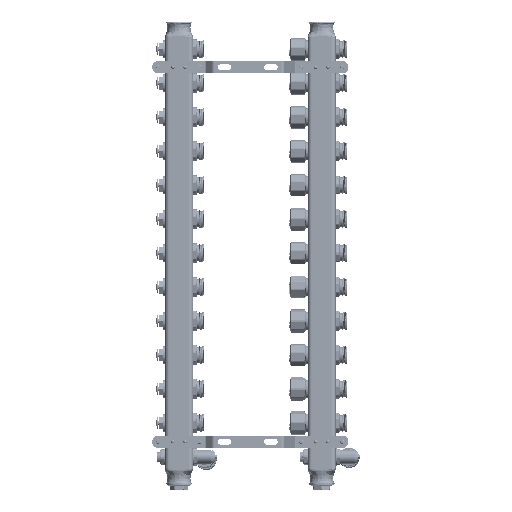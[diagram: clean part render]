
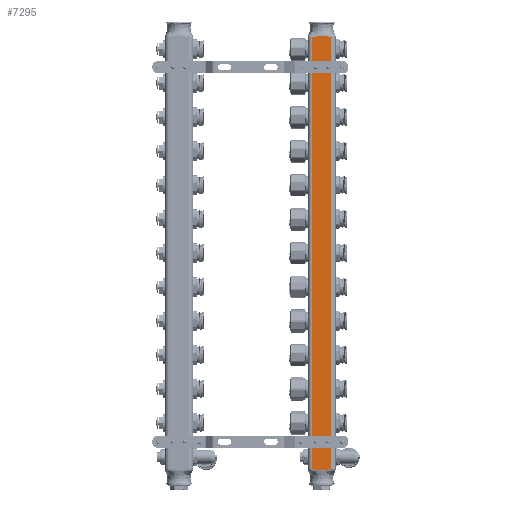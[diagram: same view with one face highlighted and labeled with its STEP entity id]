
A CAD part, front view. The second image highlights one B-rep face of the part: STEP entity #7295.
In plain terms, the highlighted face is planar.
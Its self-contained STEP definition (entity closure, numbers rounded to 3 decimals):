
#91 = CARTESIAN_POINT ( 'NONE',  ( 19.5, -12.419, -656.972 ) ) ;
#727 = CARTESIAN_POINT ( 'NONE',  ( 19.5, -13.907, -656.589 ) ) ;
#4053 = CARTESIAN_POINT ( 'NONE',  ( 19.5, 8.511, -20.258 ) ) ;
#4675 = CARTESIAN_POINT ( 'NONE',  ( 19.5, 2.461, -19.345 ) ) ;
#5006 = CARTESIAN_POINT ( 'NONE',  ( 19.5, -4.27, -19.529 ) ) ;
#7295 = ADVANCED_FACE ( 'NONE', ( #20000 ), #80336, .F. ) ;
#8187 = CARTESIAN_POINT ( 'NONE',  ( 19.5, 6.705, -658.092 ) ) ;
#11482 = CARTESIAN_POINT ( 'NONE',  ( 19.5, -6.697, -19.907 ) ) ;
#11801 = CARTESIAN_POINT ( 'NONE',  ( 19.5, 1.232, -19.288 ) ) ;
#12424 = CARTESIAN_POINT ( 'NONE',  ( 19.5, 11.521, -20.849 ) ) ;
#12742 = CARTESIAN_POINT ( 'NONE',  ( 19.5, 9.712, -20.509 ) ) ;
#14817 = EDGE_CURVE ( 'NONE', #32612, #79164, #58315, .T. ) ;
#15627 = CARTESIAN_POINT ( 'NONE',  ( 19.5, 4.893, -658.39 ) ) ;
#15928 = CARTESIAN_POINT ( 'NONE',  ( 19.5, 14.5, -656.426 ) ) ;
#16249 = CARTESIAN_POINT ( 'NONE',  ( 19.5, -6.697, -658.093 ) ) ;
#18722 = EDGE_CURVE ( 'NONE', #95118, #32612, #20920, .T. ) ;
#18899 = CARTESIAN_POINT ( 'NONE',  ( 19.5, -13.907, -21.411 ) ) ;
#19511 = CARTESIAN_POINT ( 'NONE',  ( 19.5, -11.215, -20.792 ) ) ;
#19833 = CARTESIAN_POINT ( 'NONE',  ( 19.5, -6.093, -19.796 ) ) ;
#20000 = FACE_OUTER_BOUND ( 'NONE', #66388, .T. ) ;
#20009 = ORIENTED_EDGE ( 'NONE', *, *, #14817, .F. ) ;
#20920 = B_SPLINE_CURVE_WITH_KNOTS ( 'NONE', 3,
 ( #15928, #30174, #59892, #81996, #37621, #45373, #45692, #67713, #23366, #8187, #67062, #15627, #22733, #89426, #37921, #81686, #68024, #30810, #23056, #23685, #16249, #45049, #74882, #37293, #90065, #82639, #91, #36975, #727, #29843 ),
 .UNSPECIFIED., .F., .F.,
 ( 4, 2, 2, 2, 2, 2, 2, 2, 2, 2, 2, 2, 2, 2, 4 ),
 ( 0., 0.002, 0.003, 0.004, 0.007, 0.009, 0.011, 0.015, 0.018, 0.02, 0.022, 0.026, 0.027, 0.028, 0.029 ),
 .UNSPECIFIED. ) ;
#21383 = DIRECTION ( 'NONE',  ( -1., 0., 0. ) ) ;
#22618 = B_SPLINE_CURVE_WITH_KNOTS ( 'NONE', 3,
 ( #25688, #92381, #56063, #48328, #92691, #12424, #85928, #12742, #4053, #63515, #55751, #78795, #85604, #4675, #11801, #79104, #93960, #5006, #34704, #19833, #11482, #78170, #93639, #19511, #49277, #48635, #63197, #41241, #18899, #56365 ),
 .UNSPECIFIED., .F., .F.,
 ( 4, 2, 2, 2, 2, 2, 2, 2, 2, 2, 2, 2, 2, 2, 4 ),
 ( 0., 0.002, 0.003, 0.004, 0.007, 0.009, 0.011, 0.015, 0.018, 0.02, 0.022, 0.026, 0.027, 0.028, 0.029 ),
 .UNSPECIFIED. ) ;
#22733 = CARTESIAN_POINT ( 'NONE',  ( 19.5, 4.287, -658.469 ) ) ;
#23056 = CARTESIAN_POINT ( 'NONE',  ( 19.5, -4.878, -658.392 ) ) ;
#23366 = CARTESIAN_POINT ( 'NONE',  ( 19.5, 8.511, -657.742 ) ) ;
#23685 = CARTESIAN_POINT ( 'NONE',  ( 19.5, -6.093, -658.204 ) ) ;
#25615 = EDGE_CURVE ( 'NONE', #87168, #79164, #22618, .T. ) ;
#25688 = CARTESIAN_POINT ( 'NONE',  ( 19.5, 14.5, -21.574 ) ) ;
#29843 = CARTESIAN_POINT ( 'NONE',  ( 19.5, -14.5, -656.426 ) ) ;
#30174 = CARTESIAN_POINT ( 'NONE',  ( 19.5, 13.908, -656.588 ) ) ;
#30810 = CARTESIAN_POINT ( 'NONE',  ( 19.5, -4.27, -658.471 ) ) ;
#32612 = VERTEX_POINT ( 'NONE', #90056 ) ;
#34704 = CARTESIAN_POINT ( 'NONE',  ( 19.5, -4.878, -19.608 ) ) ;
#34794 = VECTOR ( 'NONE', #68114, 1000. ) ;
#35607 = CARTESIAN_POINT ( 'NONE',  ( 19.5, 14.5, -339. ) ) ;
#36975 = CARTESIAN_POINT ( 'NONE',  ( 19.5, -13.313, -656.748 ) ) ;
#37293 = CARTESIAN_POINT ( 'NONE',  ( 19.5, -11.215, -657.208 ) ) ;
#37621 = CARTESIAN_POINT ( 'NONE',  ( 19.5, 12.124, -657.043 ) ) ;
#37921 = CARTESIAN_POINT ( 'NONE',  ( 19.5, 1.232, -658.712 ) ) ;
#38670 = ORIENTED_EDGE ( 'NONE', *, *, #25615, .T. ) ;
#40103 = AXIS2_PLACEMENT_3D ( 'NONE', #35607, #21383, #65056 ) ;
#41241 = CARTESIAN_POINT ( 'NONE',  ( 19.5, -13.313, -21.252 ) ) ;
#42083 = CARTESIAN_POINT ( 'NONE',  ( 19.5, 14.5, -656.426 ) ) ;
#45049 = CARTESIAN_POINT ( 'NONE',  ( 19.5, -8.505, -657.744 ) ) ;
#45373 = CARTESIAN_POINT ( 'NONE',  ( 19.5, 11.521, -657.151 ) ) ;
#45692 = CARTESIAN_POINT ( 'NONE',  ( 19.5, 11.219, -657.207 ) ) ;
#48328 = CARTESIAN_POINT ( 'NONE',  ( 19.5, 12.423, -21.029 ) ) ;
#48573 = DIRECTION ( 'NONE',  ( 0., 0., 1. ) ) ;
#48635 = CARTESIAN_POINT ( 'NONE',  ( 19.5, -12.121, -20.957 ) ) ;
#49277 = CARTESIAN_POINT ( 'NONE',  ( 19.5, -11.516, -20.848 ) ) ;
#53670 = VECTOR ( 'NONE', #48573, 1000. ) ;
#55751 = CARTESIAN_POINT ( 'NONE',  ( 19.5, 6.103, -19.798 ) ) ;
#56063 = CARTESIAN_POINT ( 'NONE',  ( 19.5, 13.315, -21.252 ) ) ;
#56365 = CARTESIAN_POINT ( 'NONE',  ( 19.5, -14.5, -21.574 ) ) ;
#56776 = LINE ( 'NONE', #82426, #34794 ) ;
#57668 = ORIENTED_EDGE ( 'NONE', *, *, #18722, .F. ) ;
#58315 = LINE ( 'NONE', #64100, #53670 ) ;
#59892 = CARTESIAN_POINT ( 'NONE',  ( 19.5, 13.315, -656.748 ) ) ;
#62271 = CARTESIAN_POINT ( 'NONE',  ( 19.5, 14.5, -21.574 ) ) ;
#63197 = CARTESIAN_POINT ( 'NONE',  ( 19.5, -12.419, -21.028 ) ) ;
#63515 = CARTESIAN_POINT ( 'NONE',  ( 19.5, 6.705, -19.908 ) ) ;
#64100 = CARTESIAN_POINT ( 'NONE',  ( 19.5, -14.5, -339. ) ) ;
#65056 = DIRECTION ( 'NONE',  ( 0., -1., 0. ) ) ;
#66388 = EDGE_LOOP ( 'NONE', ( #67095, #38670, #20009, #57668 ) ) ;
#66419 = CARTESIAN_POINT ( 'NONE',  ( 19.5, -14.5, -21.574 ) ) ;
#67062 = CARTESIAN_POINT ( 'NONE',  ( 19.5, 6.103, -658.202 ) ) ;
#67095 = ORIENTED_EDGE ( 'NONE', *, *, #90214, .T. ) ;
#67713 = CARTESIAN_POINT ( 'NONE',  ( 19.5, 9.712, -657.491 ) ) ;
#68024 = CARTESIAN_POINT ( 'NONE',  ( 19.5, -2.442, -658.656 ) ) ;
#68114 = DIRECTION ( 'NONE',  ( 0., 0., 1. ) ) ;
#74882 = CARTESIAN_POINT ( 'NONE',  ( 19.5, -9.706, -657.492 ) ) ;
#78170 = CARTESIAN_POINT ( 'NONE',  ( 19.5, -8.505, -20.256 ) ) ;
#78795 = CARTESIAN_POINT ( 'NONE',  ( 19.5, 4.893, -19.61 ) ) ;
#79104 = CARTESIAN_POINT ( 'NONE',  ( 19.5, -1.22, -19.287 ) ) ;
#79164 = VERTEX_POINT ( 'NONE', #66419 ) ;
#80336 = PLANE ( 'NONE',  #40103 ) ;
#81686 = CARTESIAN_POINT ( 'NONE',  ( 19.5, -1.22, -658.713 ) ) ;
#81996 = CARTESIAN_POINT ( 'NONE',  ( 19.5, 12.423, -656.971 ) ) ;
#82426 = CARTESIAN_POINT ( 'NONE',  ( 19.5, 14.5, -339. ) ) ;
#82639 = CARTESIAN_POINT ( 'NONE',  ( 19.5, -12.121, -657.043 ) ) ;
#85604 = CARTESIAN_POINT ( 'NONE',  ( 19.5, 4.287, -19.531 ) ) ;
#85928 = CARTESIAN_POINT ( 'NONE',  ( 19.5, 11.219, -20.793 ) ) ;
#87168 = VERTEX_POINT ( 'NONE', #62271 ) ;
#89426 = CARTESIAN_POINT ( 'NONE',  ( 19.5, 2.461, -658.655 ) ) ;
#90056 = CARTESIAN_POINT ( 'NONE',  ( 19.5, -14.5, -656.426 ) ) ;
#90065 = CARTESIAN_POINT ( 'NONE',  ( 19.5, -11.516, -657.152 ) ) ;
#90214 = EDGE_CURVE ( 'NONE', #95118, #87168, #56776, .T. ) ;
#92381 = CARTESIAN_POINT ( 'NONE',  ( 19.5, 13.908, -21.412 ) ) ;
#92691 = CARTESIAN_POINT ( 'NONE',  ( 19.5, 12.124, -20.957 ) ) ;
#93639 = CARTESIAN_POINT ( 'NONE',  ( 19.5, -9.706, -20.508 ) ) ;
#93960 = CARTESIAN_POINT ( 'NONE',  ( 19.5, -2.442, -19.344 ) ) ;
#95118 = VERTEX_POINT ( 'NONE', #42083 ) ;
